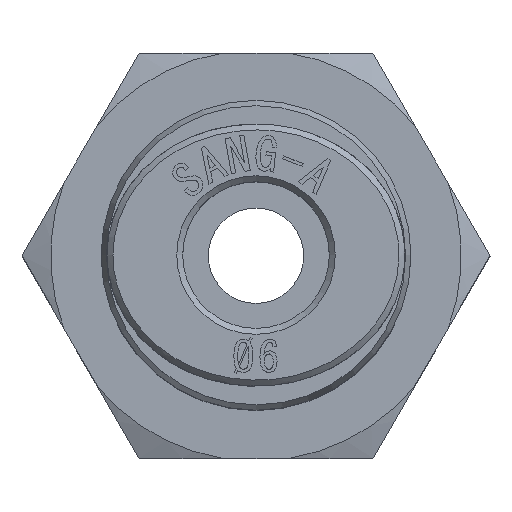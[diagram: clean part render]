
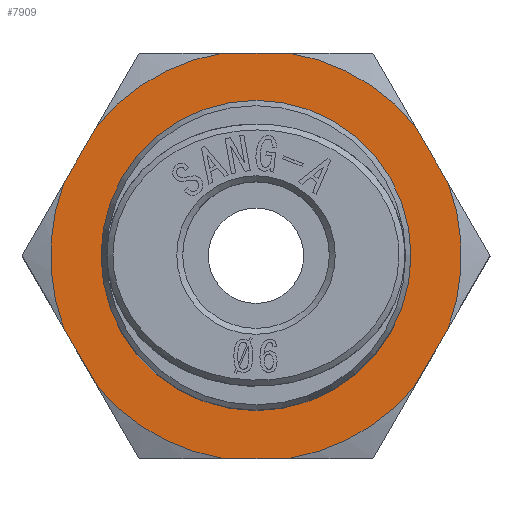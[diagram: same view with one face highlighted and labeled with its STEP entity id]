
A CAD part, top view. The second image highlights one B-rep face of the part: STEP entity #7909.
In plain terms, the highlighted face is planar.
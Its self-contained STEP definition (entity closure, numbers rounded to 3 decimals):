
#5616=CARTESIAN_POINT('',(-8.5,14.0,1.403));
#5617=VERTEX_POINT('',#5616);
#5631=CARTESIAN_POINT('',(-8.5,14.0,-1.403));
#5632=VERTEX_POINT('',#5631);
#5633=CARTESIAN_POINT('',(-8.5,14.0,-1.403));
#5634=DIRECTION('',(0.0,0.0,1.0));
#5635=VECTOR('',#5634,2.805);
#5636=LINE('',#5633,#5635);
#5637=EDGE_CURVE('',#5632,#5617,#5636,.T.);
#7201=CARTESIAN_POINT('',(8.5,14.,-1.403));
#7202=VERTEX_POINT('',#7201);
#7216=CARTESIAN_POINT('',(8.5,14.,1.403));
#7217=VERTEX_POINT('',#7216);
#7218=CARTESIAN_POINT('',(8.5,14.,1.403));
#7219=DIRECTION('',(0.0,0.0,-1.0));
#7220=VECTOR('',#7219,2.805);
#7221=LINE('',#7218,#7220);
#7222=EDGE_CURVE('',#7217,#7202,#7221,.T.);
#7544=CARTESIAN_POINT('',(3.035,14.,-8.063));
#7545=VERTEX_POINT('',#7544);
#7559=CARTESIAN_POINT('',(5.465,14.,-6.66));
#7560=VERTEX_POINT('',#7559);
#7561=CARTESIAN_POINT('',(5.465,14.,-6.66));
#7562=DIRECTION('',(-0.866,0.0,-0.5));
#7563=VECTOR('',#7562,2.805);
#7564=LINE('',#7561,#7563);
#7565=EDGE_CURVE('',#7560,#7545,#7564,.T.);
#7598=CARTESIAN_POINT('',(-5.465,14.0,-6.66));
#7599=VERTEX_POINT('',#7598);
#7613=CARTESIAN_POINT('',(-3.035,14.0,-8.063));
#7614=VERTEX_POINT('',#7613);
#7615=CARTESIAN_POINT('',(-3.035,14.,-8.063));
#7616=DIRECTION('',(-0.866,0.0,0.5));
#7617=VECTOR('',#7616,2.805);
#7618=LINE('',#7615,#7617);
#7619=EDGE_CURVE('',#7614,#7599,#7618,.T.);
#7693=CARTESIAN_POINT('',(3.035,14.,8.063));
#7694=VERTEX_POINT('',#7693);
#7710=CARTESIAN_POINT('',(-3.035,14.,8.063));
#7711=VERTEX_POINT('',#7710);
#7712=CARTESIAN_POINT('',(0.0,14.0,0.0));
#7713=DIRECTION('',(0.0,1.0,0.0));
#7714=DIRECTION('',(0.0,0.0,1.0));
#7715=AXIS2_PLACEMENT_3D('',#7712,#7713,#7714);
#7716=CIRCLE('',#7715,8.615);
#7717=EDGE_CURVE('',#7711,#7694,#7716,.T.);
#7740=CARTESIAN_POINT('',(-5.465,14.,6.66));
#7741=VERTEX_POINT('',#7740);
#7755=CARTESIAN_POINT('',(0.0,14.0,0.0));
#7756=DIRECTION('',(0.0,1.0,0.0));
#7757=DIRECTION('',(0.0,0.0,1.0));
#7758=AXIS2_PLACEMENT_3D('',#7755,#7756,#7757);
#7759=CIRCLE('',#7758,8.615);
#7760=EDGE_CURVE('',#5617,#7741,#7759,.T.);
#7772=CARTESIAN_POINT('',(0.0,14.0,0.0));
#7773=DIRECTION('',(0.0,1.0,0.0));
#7774=DIRECTION('',(0.0,0.0,1.0));
#7775=AXIS2_PLACEMENT_3D('',#7772,#7773,#7774);
#7776=CIRCLE('',#7775,8.615);
#7777=EDGE_CURVE('',#7599,#5632,#7776,.T.);
#7789=CARTESIAN_POINT('',(0.0,14.0,0.0));
#7790=DIRECTION('',(0.0,1.0,0.0));
#7791=DIRECTION('',(0.0,0.0,1.0));
#7792=AXIS2_PLACEMENT_3D('',#7789,#7790,#7791);
#7793=CIRCLE('',#7792,8.615);
#7794=EDGE_CURVE('',#7545,#7614,#7793,.T.);
#7806=CARTESIAN_POINT('',(0.0,14.0,0.0));
#7807=DIRECTION('',(0.0,1.0,0.0));
#7808=DIRECTION('',(0.0,0.0,1.0));
#7809=AXIS2_PLACEMENT_3D('',#7806,#7807,#7808);
#7810=CIRCLE('',#7809,8.615);
#7811=EDGE_CURVE('',#7202,#7560,#7810,.T.);
#7822=CARTESIAN_POINT('',(5.465,14.,6.66));
#7823=VERTEX_POINT('',#7822);
#7838=CARTESIAN_POINT('',(0.0,14.0,0.0));
#7839=DIRECTION('',(0.0,1.0,0.0));
#7840=DIRECTION('',(0.0,0.0,1.0));
#7841=AXIS2_PLACEMENT_3D('',#7838,#7839,#7840);
#7842=CIRCLE('',#7841,8.615);
#7843=EDGE_CURVE('',#7823,#7217,#7842,.T.);
#7856=CARTESIAN_POINT('',(3.035,14.,8.063));
#7857=DIRECTION('',(0.866,0.0,-0.5));
#7858=VECTOR('',#7857,2.805);
#7859=LINE('',#7856,#7858);
#7860=EDGE_CURVE('',#7694,#7823,#7859,.T.);
#7874=CARTESIAN_POINT('',(0.,14.0,0.));
#7875=DIRECTION('',(0.0,-1.0,0.0));
#7876=DIRECTION('',(0.0,0.0,-1.0));
#7877=AXIS2_PLACEMENT_3D('',#7874,#7875,#7876);
#7878=PLANE('',#7877);
#7879=ORIENTED_EDGE('',*,*,#7843,.T.);
#7880=ORIENTED_EDGE('',*,*,#7222,.T.);
#7881=ORIENTED_EDGE('',*,*,#7811,.T.);
#7882=ORIENTED_EDGE('',*,*,#7565,.T.);
#7883=ORIENTED_EDGE('',*,*,#7794,.T.);
#7884=ORIENTED_EDGE('',*,*,#7619,.T.);
#7885=ORIENTED_EDGE('',*,*,#7777,.T.);
#7886=ORIENTED_EDGE('',*,*,#5637,.T.);
#7887=ORIENTED_EDGE('',*,*,#7760,.T.);
#7888=CARTESIAN_POINT('',(-5.465,14.0,6.66));
#7889=DIRECTION('',(0.866,0.0,0.5));
#7890=VECTOR('',#7889,2.805);
#7891=LINE('',#7888,#7890);
#7892=EDGE_CURVE('',#7741,#7711,#7891,.T.);
#7893=ORIENTED_EDGE('',*,*,#7892,.T.);
#7894=ORIENTED_EDGE('',*,*,#7717,.T.);
#7895=ORIENTED_EDGE('',*,*,#7860,.T.);
#7896=EDGE_LOOP('',(#7879,#7880,#7881,#7882,#7883,#7884,#7885,#7886,#7887,#7893,#7894,#7895));
#7897=FACE_OUTER_BOUND('',#7896,.T.);
#7898=CARTESIAN_POINT('',(-6.5,14.,0.0));
#7899=VERTEX_POINT('',#7898);
#7900=CARTESIAN_POINT('',(0.,14.,0.0));
#7901=DIRECTION('',(0.0,1.0,0.0));
#7902=DIRECTION('',(-1.0,0.0,0.0));
#7903=AXIS2_PLACEMENT_3D('',#7900,#7901,#7902);
#7904=CIRCLE('',#7903,6.5);
#7905=EDGE_CURVE('',#7899,#7899,#7904,.T.);
#7906=ORIENTED_EDGE('',*,*,#7905,.F.);
#7907=EDGE_LOOP('',(#7906));
#7908=FACE_BOUND('',#7907,.T.);
#7909=ADVANCED_FACE('',(#7897,#7908),#7878,.F.);
